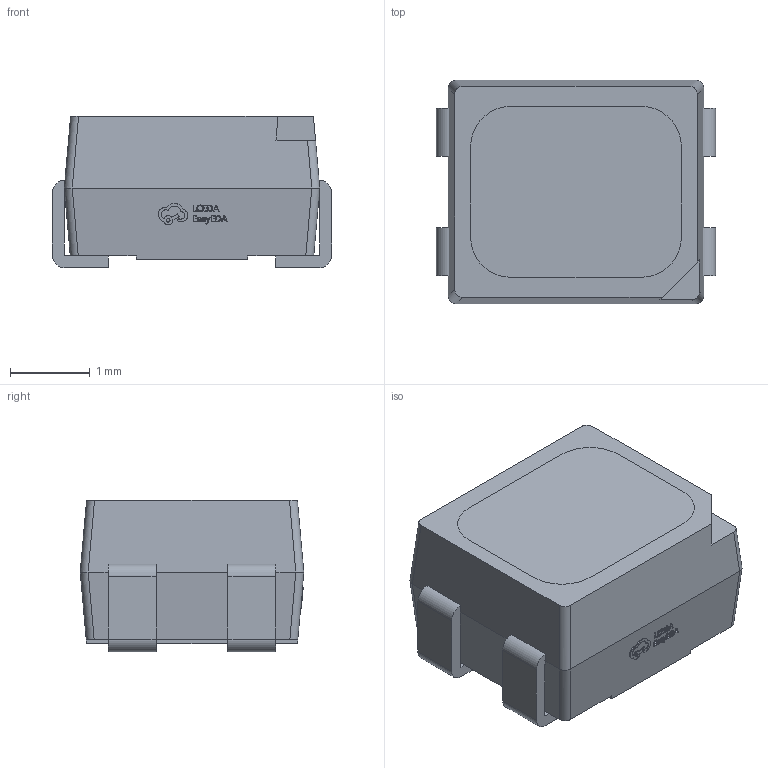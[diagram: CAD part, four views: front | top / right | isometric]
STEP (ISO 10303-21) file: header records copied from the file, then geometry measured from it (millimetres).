
FILE_DESCRIPTION (( 'STEP AP214' ), '1' );
FILE_NAME ('LED-SMD_4P-L3.2-W2.8-LS3.5-TL-1.step', '2022-07-08T12:14:11', ( '' ), ( '' ), 'SwSTEP 2.0', 'SolidWorks 2020', '' );
FILE_SCHEMA (( 'AUTOMOTIVE_DESIGN' ));
Length unit declared in the file: millimetre
Products named in the file (1): LED-SMD_4P-L3.2-W2.8-LS3.5-TL-1
Bounding box: 3.5 x 2.8 x 1.9 mm (x, y, z)
Volume: 9.6 mm3; surface area: 65.5 mm2
Topology: 2 solids, 2 shells, 370 faces, 1025 edges, 678 vertices
Faces by surface type: plane 226, bspline 112, cylinder 24, cone 8
Entity records: 17030 total; most frequent: CARTESIAN_POINT 4214, ORIENTED_EDGE 2050, DIRECTION 1351, EDGE_CURVE 1025, VECTOR 737, LINE 737, VERTEX_POINT 678, EDGE_LOOP 397
